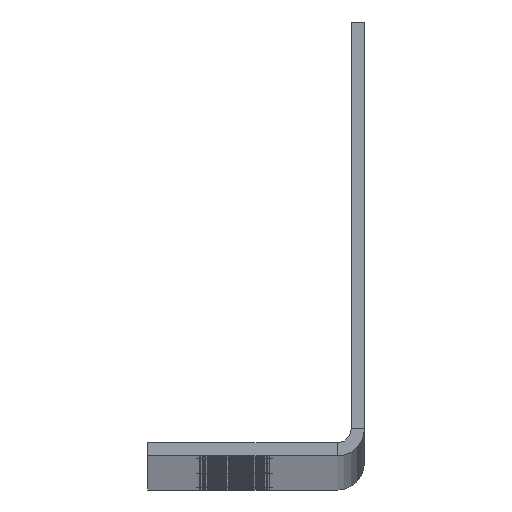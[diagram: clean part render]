
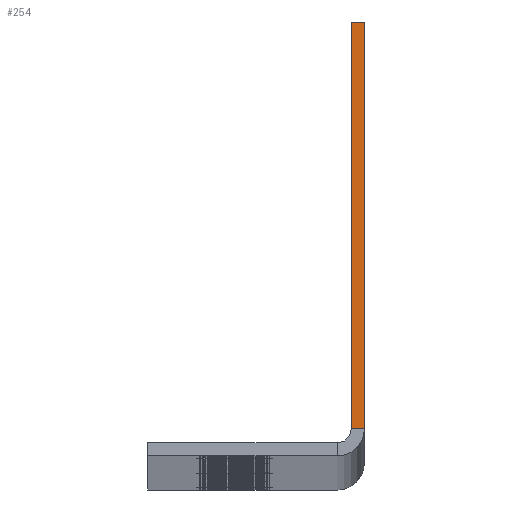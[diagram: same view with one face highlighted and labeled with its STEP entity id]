
A CAD part, top view. The second image highlights one B-rep face of the part: STEP entity #254.
In plain terms, the highlighted planar face has unit normal (0, 0, 1).
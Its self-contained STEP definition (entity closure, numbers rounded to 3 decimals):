
#219 = LINE ( 'NONE', #10284, #3032 ) ;
#254 = ADVANCED_FACE ( 'NONE', ( #9529 ), #513, .T. ) ;
#513 = PLANE ( 'NONE',  #1246 ) ;
#670 = LINE ( 'NONE', #9679, #1665 ) ;
#835 = CARTESIAN_POINT ( 'NONE',  ( 18.8, 0., 1800. ) ) ;
#938 = LINE ( 'NONE', #835, #8503 ) ;
#1246 = AXIS2_PLACEMENT_3D ( 'NONE', #1394, #3850, #2863 ) ;
#1394 = CARTESIAN_POINT ( 'NONE',  ( 17.5, 2.5, 1800. ) ) ;
#1588 = ORIENTED_EDGE ( 'NONE', *, *, #8579, .F. ) ;
#1665 = VECTOR ( 'NONE', #7323, 1000. ) ;
#2514 = DIRECTION ( 'NONE',  ( 1., 0., 0. ) ) ;
#2684 = VERTEX_POINT ( 'NONE', #8772 ) ;
#2863 = DIRECTION ( 'NONE',  ( 1., 0., 0. ) ) ;
#3032 = VECTOR ( 'NONE', #3554, 1000. ) ;
#3161 = CARTESIAN_POINT ( 'NONE',  ( 20., 40., 1800. ) ) ;
#3554 = DIRECTION ( 'NONE',  ( 1., 0., 0. ) ) ;
#3850 = DIRECTION ( 'NONE',  ( 0., 0., 1. ) ) ;
#3859 = ORIENTED_EDGE ( 'NONE', *, *, #7380, .T. ) ;
#3891 = CARTESIAN_POINT ( 'NONE',  ( 20., 2.5, 1800. ) ) ;
#4086 = VECTOR ( 'NONE', #2514, 1000. ) ;
#4171 = DIRECTION ( 'NONE',  ( 0., 1., 0. ) ) ;
#5099 = VERTEX_POINT ( 'NONE', #7935 ) ;
#5224 = ORIENTED_EDGE ( 'NONE', *, *, #7040, .T. ) ;
#5251 = ORIENTED_EDGE ( 'NONE', *, *, #7747, .F. ) ;
#6655 = LINE ( 'NONE', #10001, #4086 ) ;
#7040 = EDGE_CURVE ( 'NONE', #7058, #10760, #670, .T. ) ;
#7058 = VERTEX_POINT ( 'NONE', #3891 ) ;
#7323 = DIRECTION ( 'NONE',  ( 0., 1., 0. ) ) ;
#7380 = EDGE_CURVE ( 'NONE', #2684, #7058, #219, .T. ) ;
#7747 = EDGE_CURVE ( 'NONE', #5099, #10760, #6655, .T. ) ;
#7935 = CARTESIAN_POINT ( 'NONE',  ( 18.8, 40., 1800. ) ) ;
#8503 = VECTOR ( 'NONE', #4171, 1000. ) ;
#8579 = EDGE_CURVE ( 'NONE', #2684, #5099, #938, .T. ) ;
#8772 = CARTESIAN_POINT ( 'NONE',  ( 18.8, 2.5, 1800. ) ) ;
#9358 = EDGE_LOOP ( 'NONE', ( #5224, #5251, #1588, #3859 ) ) ;
#9529 = FACE_OUTER_BOUND ( 'NONE', #9358, .T. ) ;
#9679 = CARTESIAN_POINT ( 'NONE',  ( 20., 0., 1800. ) ) ;
#10001 = CARTESIAN_POINT ( 'NONE',  ( 18.8, 40., 1800. ) ) ;
#10284 = CARTESIAN_POINT ( 'NONE',  ( 18.8, 2.5, 1800. ) ) ;
#10760 = VERTEX_POINT ( 'NONE', #3161 ) ;
